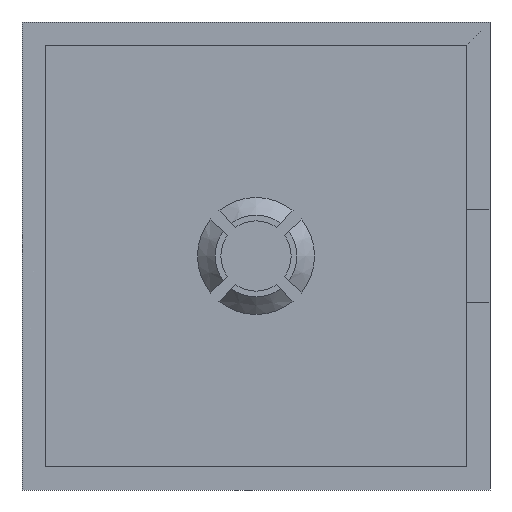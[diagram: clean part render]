
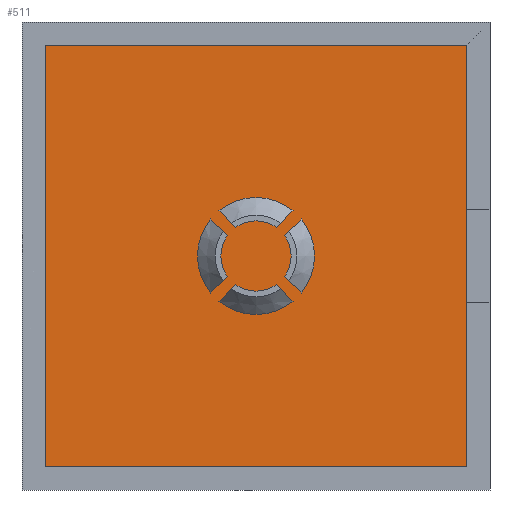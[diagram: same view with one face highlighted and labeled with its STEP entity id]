
A CAD part, front view. The second image highlights one B-rep face of the part: STEP entity #511.
In plain terms, the highlighted planar face has unit normal (0, -1, 0).
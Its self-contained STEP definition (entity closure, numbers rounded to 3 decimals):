
#262=CARTESIAN_POINT('',(-2.,2.0,38.0));
#263=VERTEX_POINT('',#262);
#270=CARTESIAN_POINT('',(-2.,2.0,2.));
#271=VERTEX_POINT('',#270);
#272=CARTESIAN_POINT('',(-2.0,2.0,38.0));
#273=DIRECTION('',(0.0,0.0,-1.0));
#274=VECTOR('',#273,36.0);
#275=LINE('',#272,#274);
#276=EDGE_CURVE('',#263,#271,#275,.T.);
#297=CARTESIAN_POINT('',(-38.0,2.0,38.0));
#298=VERTEX_POINT('',#297);
#305=CARTESIAN_POINT('',(-38.0,2.0,38.0));
#306=DIRECTION('',(1.0,0.0,0.0));
#307=VECTOR('',#306,36.0);
#308=LINE('',#305,#307);
#309=EDGE_CURVE('',#298,#263,#308,.T.);
#321=CARTESIAN_POINT('',(-38.0,2.0,2.));
#322=VERTEX_POINT('',#321);
#329=CARTESIAN_POINT('',(-38.0,2.0,2.0));
#330=DIRECTION('',(0.0,0.0,1.0));
#331=VECTOR('',#330,36.0);
#332=LINE('',#329,#331);
#333=EDGE_CURVE('',#322,#298,#332,.T.);
#346=CARTESIAN_POINT('',(-2.0,2.0,2.));
#347=DIRECTION('',(-1.0,0.0,0.0));
#348=VECTOR('',#347,36.0);
#349=LINE('',#346,#348);
#350=EDGE_CURVE('',#271,#322,#349,.T.);
#356=CARTESIAN_POINT('',(-20.,2.0,20.0));
#357=DIRECTION('',(0.0,1.0,0.0));
#358=DIRECTION('',(0.0,0.0,1.0));
#359=AXIS2_PLACEMENT_3D('',#356,#357,#358);
#360=PLANE('',#359);
#361=ORIENTED_EDGE('',*,*,#350,.F.);
#362=ORIENTED_EDGE('',*,*,#276,.F.);
#363=ORIENTED_EDGE('',*,*,#309,.F.);
#364=ORIENTED_EDGE('',*,*,#333,.F.);
#365=EDGE_LOOP('',(#361,#362,#363,#364));
#366=FACE_OUTER_BOUND('',#365,.T.);
#367=CARTESIAN_POINT('',(-21.738,2.0,17.555));
#368=VERTEX_POINT('',#367);
#369=CARTESIAN_POINT('',(-23.164,2.0,16.129));
#370=VERTEX_POINT('',#369);
#371=CARTESIAN_POINT('',(-21.738,2.0,17.555));
#372=DIRECTION('',(-0.707,0.0,-0.707));
#373=VECTOR('',#372,2.017);
#374=LINE('',#371,#373);
#375=EDGE_CURVE('',#368,#370,#374,.T.);
#376=ORIENTED_EDGE('',*,*,#375,.F.);
#377=CARTESIAN_POINT('',(-18.262,2.0,17.555));
#378=VERTEX_POINT('',#377);
#379=CARTESIAN_POINT('',(-20.0,2.0,20.0));
#380=DIRECTION('',(0.0,1.0,0.0));
#381=DIRECTION('',(-0.579,0.0,-0.815));
#382=AXIS2_PLACEMENT_3D('',#379,#380,#381);
#383=CIRCLE('',#382,3.);
#384=EDGE_CURVE('',#378,#368,#383,.T.);
#385=ORIENTED_EDGE('',*,*,#384,.F.);
#386=CARTESIAN_POINT('',(-16.836,2.0,16.129));
#387=VERTEX_POINT('',#386);
#388=CARTESIAN_POINT('',(-16.836,2.0,16.129));
#389=DIRECTION('',(-0.707,0.0,0.707));
#390=VECTOR('',#389,2.017);
#391=LINE('',#388,#390);
#392=EDGE_CURVE('',#387,#378,#391,.T.);
#393=ORIENTED_EDGE('',*,*,#392,.F.);
#394=CARTESIAN_POINT('',(-20.0,2.0,20.0));
#395=DIRECTION('',(0.0,-1.0,0.0));
#396=DIRECTION('',(0.633,0.0,0.774));
#397=AXIS2_PLACEMENT_3D('',#394,#395,#396);
#398=CIRCLE('',#397,5.);
#399=EDGE_CURVE('',#370,#387,#398,.T.);
#400=ORIENTED_EDGE('',*,*,#399,.F.);
#401=EDGE_LOOP('',(#376,#385,#393,#400));
#402=FACE_BOUND('',#401,.T.);
#403=CARTESIAN_POINT('',(-22.445,2.0,21.738));
#404=VERTEX_POINT('',#403);
#405=CARTESIAN_POINT('',(-23.871,2.0,23.164));
#406=VERTEX_POINT('',#405);
#407=CARTESIAN_POINT('',(-22.445,2.0,21.738));
#408=DIRECTION('',(-0.707,0.0,0.707));
#409=VECTOR('',#408,2.017);
#410=LINE('',#407,#409);
#411=EDGE_CURVE('',#404,#406,#410,.T.);
#412=ORIENTED_EDGE('',*,*,#411,.F.);
#413=CARTESIAN_POINT('',(-22.445,2.0,18.262));
#414=VERTEX_POINT('',#413);
#415=CARTESIAN_POINT('',(-20.0,2.0,20.0));
#416=DIRECTION('',(0.0,1.0,0.0));
#417=DIRECTION('',(-0.815,0.0,0.579));
#418=AXIS2_PLACEMENT_3D('',#415,#416,#417);
#419=CIRCLE('',#418,3.);
#420=EDGE_CURVE('',#414,#404,#419,.T.);
#421=ORIENTED_EDGE('',*,*,#420,.F.);
#422=CARTESIAN_POINT('',(-23.871,2.0,16.836));
#423=VERTEX_POINT('',#422);
#424=CARTESIAN_POINT('',(-23.871,2.0,16.836));
#425=DIRECTION('',(0.707,0.0,0.707));
#426=VECTOR('',#425,2.017);
#427=LINE('',#424,#426);
#428=EDGE_CURVE('',#423,#414,#427,.T.);
#429=ORIENTED_EDGE('',*,*,#428,.F.);
#430=CARTESIAN_POINT('',(-20.0,2.0,20.0));
#431=DIRECTION('',(0.0,-1.0,0.0));
#432=DIRECTION('',(0.774,0.0,-0.633));
#433=AXIS2_PLACEMENT_3D('',#430,#431,#432);
#434=CIRCLE('',#433,5.);
#435=EDGE_CURVE('',#406,#423,#434,.T.);
#436=ORIENTED_EDGE('',*,*,#435,.F.);
#437=EDGE_LOOP('',(#412,#421,#429,#436));
#438=FACE_BOUND('',#437,.T.);
#439=CARTESIAN_POINT('',(-23.164,2.0,23.871));
#440=VERTEX_POINT('',#439);
#441=CARTESIAN_POINT('',(-21.738,2.0,22.445));
#442=VERTEX_POINT('',#441);
#443=CARTESIAN_POINT('',(-23.164,2.0,23.871));
#444=DIRECTION('',(0.707,0.0,-0.707));
#445=VECTOR('',#444,2.017);
#446=LINE('',#443,#445);
#447=EDGE_CURVE('',#440,#442,#446,.T.);
#448=ORIENTED_EDGE('',*,*,#447,.F.);
#449=CARTESIAN_POINT('',(-16.836,2.0,23.871));
#450=VERTEX_POINT('',#449);
#451=CARTESIAN_POINT('',(-20.0,2.0,20.0));
#452=DIRECTION('',(0.0,-1.0,0.0));
#453=DIRECTION('',(-0.633,0.0,-0.774));
#454=AXIS2_PLACEMENT_3D('',#451,#452,#453);
#455=CIRCLE('',#454,5.);
#456=EDGE_CURVE('',#450,#440,#455,.T.);
#457=ORIENTED_EDGE('',*,*,#456,.F.);
#458=CARTESIAN_POINT('',(-18.262,2.0,22.445));
#459=VERTEX_POINT('',#458);
#460=CARTESIAN_POINT('',(-18.262,2.0,22.445));
#461=DIRECTION('',(0.707,0.0,0.707));
#462=VECTOR('',#461,2.017);
#463=LINE('',#460,#462);
#464=EDGE_CURVE('',#459,#450,#463,.T.);
#465=ORIENTED_EDGE('',*,*,#464,.F.);
#466=CARTESIAN_POINT('',(-20.0,2.0,20.0));
#467=DIRECTION('',(0.0,1.0,0.0));
#468=DIRECTION('',(0.579,0.0,0.815));
#469=AXIS2_PLACEMENT_3D('',#466,#467,#468);
#470=CIRCLE('',#469,3.);
#471=EDGE_CURVE('',#442,#459,#470,.T.);
#472=ORIENTED_EDGE('',*,*,#471,.F.);
#473=EDGE_LOOP('',(#448,#457,#465,#472));
#474=FACE_BOUND('',#473,.T.);
#475=CARTESIAN_POINT('',(-17.555,2.0,18.262));
#476=VERTEX_POINT('',#475);
#477=CARTESIAN_POINT('',(-16.129,2.0,16.836));
#478=VERTEX_POINT('',#477);
#479=CARTESIAN_POINT('',(-17.555,2.0,18.262));
#480=DIRECTION('',(0.707,0.0,-0.707));
#481=VECTOR('',#480,2.017);
#482=LINE('',#479,#481);
#483=EDGE_CURVE('',#476,#478,#482,.T.);
#484=ORIENTED_EDGE('',*,*,#483,.F.);
#485=CARTESIAN_POINT('',(-17.555,2.0,21.738));
#486=VERTEX_POINT('',#485);
#487=CARTESIAN_POINT('',(-20.0,2.0,20.0));
#488=DIRECTION('',(0.0,1.0,0.0));
#489=DIRECTION('',(0.815,0.0,-0.579));
#490=AXIS2_PLACEMENT_3D('',#487,#488,#489);
#491=CIRCLE('',#490,3.0);
#492=EDGE_CURVE('',#486,#476,#491,.T.);
#493=ORIENTED_EDGE('',*,*,#492,.F.);
#494=CARTESIAN_POINT('',(-16.129,2.0,23.164));
#495=VERTEX_POINT('',#494);
#496=CARTESIAN_POINT('',(-16.129,2.0,23.164));
#497=DIRECTION('',(-0.707,0.0,-0.707));
#498=VECTOR('',#497,2.017);
#499=LINE('',#496,#498);
#500=EDGE_CURVE('',#495,#486,#499,.T.);
#501=ORIENTED_EDGE('',*,*,#500,.F.);
#502=CARTESIAN_POINT('',(-20.0,2.0,20.0));
#503=DIRECTION('',(0.0,-1.0,0.0));
#504=DIRECTION('',(-0.774,0.0,0.633));
#505=AXIS2_PLACEMENT_3D('',#502,#503,#504);
#506=CIRCLE('',#505,5.);
#507=EDGE_CURVE('',#478,#495,#506,.T.);
#508=ORIENTED_EDGE('',*,*,#507,.F.);
#509=EDGE_LOOP('',(#484,#493,#501,#508));
#510=FACE_BOUND('',#509,.T.);
#511=ADVANCED_FACE('',(#366,#402,#438,#474,#510),#360,.F.);
